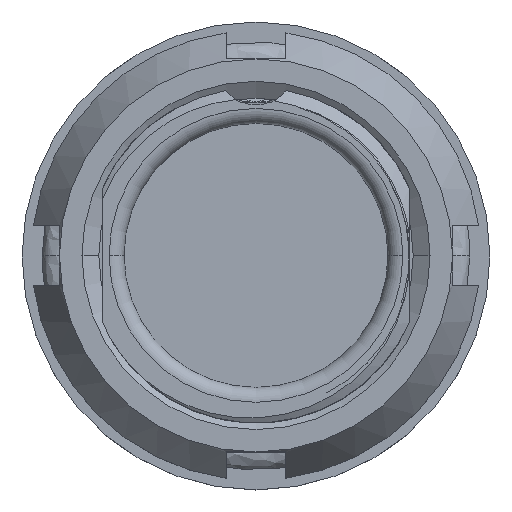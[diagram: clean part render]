
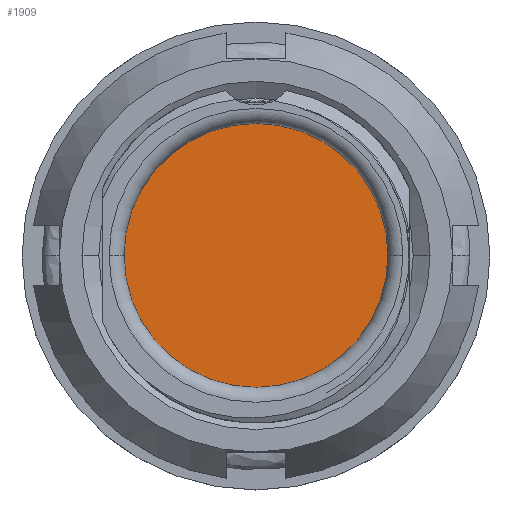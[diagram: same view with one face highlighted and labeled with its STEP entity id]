
A CAD part, top view. The second image highlights one B-rep face of the part: STEP entity #1909.
In plain terms, the highlighted face is planar.
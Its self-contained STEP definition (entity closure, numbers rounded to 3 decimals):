
#1604 = DIRECTION ( 'NONE',  ( 1., 0., 0. ) ) ;
#1909 = ADVANCED_FACE ( 'NONE', ( #9787 ), #10594, .F. ) ;
#2227 = EDGE_CURVE ( 'NONE', #5014, #2951, #14004, .T. ) ;
#2420 = DIRECTION ( 'NONE',  ( 1., 0., 0. ) ) ;
#2951 = VERTEX_POINT ( 'NONE', #8528 ) ;
#3074 = ORIENTED_EDGE ( 'NONE', *, *, #11194, .F. ) ;
#3667 = CARTESIAN_POINT ( 'NONE',  ( 0., 0., 0.4 ) ) ;
#5014 = VERTEX_POINT ( 'NONE', #14102 ) ;
#5121 = DIRECTION ( 'NONE',  ( 0., 0., 1. ) ) ;
#7473 = AXIS2_PLACEMENT_3D ( 'NONE', #13190, #8094, #1604 ) ;
#7709 = DIRECTION ( 'NONE',  ( 1., 0., 0. ) ) ;
#8094 = DIRECTION ( 'NONE',  ( 0., 0., 1. ) ) ;
#8195 = ORIENTED_EDGE ( 'NONE', *, *, #2227, .F. ) ;
#8528 = CARTESIAN_POINT ( 'NONE',  ( -3.525, 0., 0.4 ) ) ;
#9063 = AXIS2_PLACEMENT_3D ( 'NONE', #15554, #5121, #7709 ) ;
#9787 = FACE_OUTER_BOUND ( 'NONE', #14900, .T. ) ;
#10594 = PLANE ( 'NONE',  #7473 ) ;
#11194 = EDGE_CURVE ( 'NONE', #2951, #5014, #16608, .T. ) ;
#11929 = AXIS2_PLACEMENT_3D ( 'NONE', #3667, #16790, #2420 ) ;
#13190 = CARTESIAN_POINT ( 'NONE',  ( -3.567, -3.567, 0.4 ) ) ;
#14004 = CIRCLE ( 'NONE', #11929, 3.525 ) ;
#14102 = CARTESIAN_POINT ( 'NONE',  ( 3.525, 0., 0.4 ) ) ;
#14900 = EDGE_LOOP ( 'NONE', ( #8195, #3074 ) ) ;
#15554 = CARTESIAN_POINT ( 'NONE',  ( 0., 0., 0.4 ) ) ;
#16608 = CIRCLE ( 'NONE', #9063, 3.525 ) ;
#16790 = DIRECTION ( 'NONE',  ( 0., 0., 1. ) ) ;
